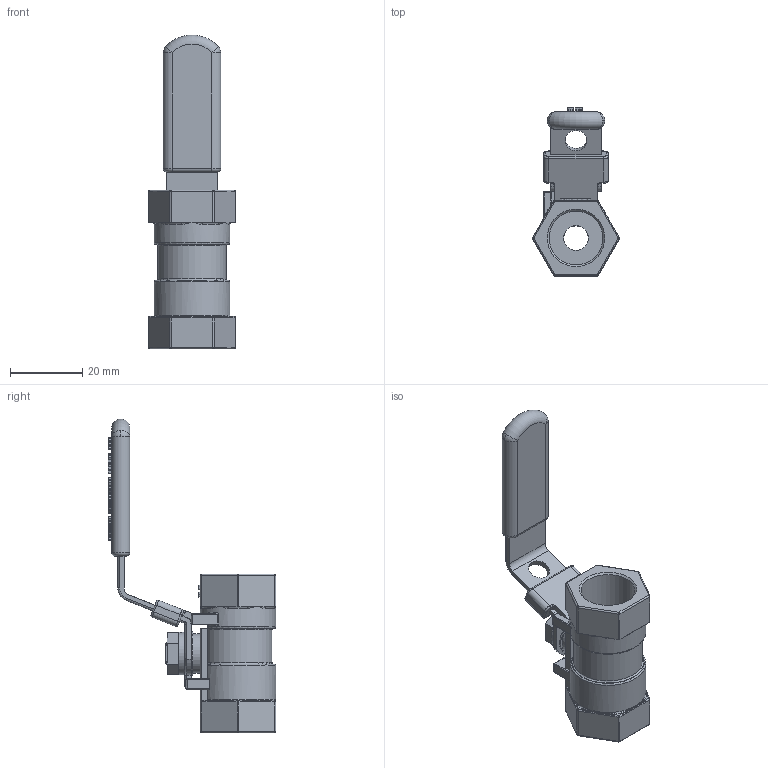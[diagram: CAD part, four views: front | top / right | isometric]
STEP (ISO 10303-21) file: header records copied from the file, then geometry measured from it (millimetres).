
FILE_DESCRIPTION(/* description */ ('708003'),/* implementation_level */ '2;1');
FILE_NAME(/* name */ '708003.stp',/* time_stamp */ '2016-09-07T14:39:47+02:00',/* author */ ('jmorand'),/* organization */ ('Sferaco'),/* preprocessor_version */ 'ST-DEVELOPER v16.5',/* originating_system */ 'Autodesk Inventor 2017',/* authorisation */ '');
FILE_SCHEMA (('AUTOMOTIVE_DESIGN { 1 0 10303 214 3 1 1 }'));
Length unit declared in the file: millimetre
Products named in the file (1): 708003_bd
Bounding box: 24.09 x 46.5 x 87.04 mm (x, y, z)
Volume: 15596.9 mm3; surface area: 10672.9 mm2
Topology: 1 solids, 3 shells, 1137 faces, 3016 edges, 1942 vertices
Faces by surface type: bspline 517, plane 464, cylinder 108, torus 36, cone 6, sphere 6
Full cylindrical faces by diameter (mm): 6 x1, 6.8 x1, 11 x1, 12 x1, 14.95 x2, 21 x1
Entity records: 43676 total; most frequent: CARTESIAN_POINT 17691, ORIENTED_EDGE 5968, DIRECTION 3585, EDGE_CURVE 2981, VERTEX_POINT 1937, LINE 1629, VECTOR 1629, EDGE_LOOP 1237
